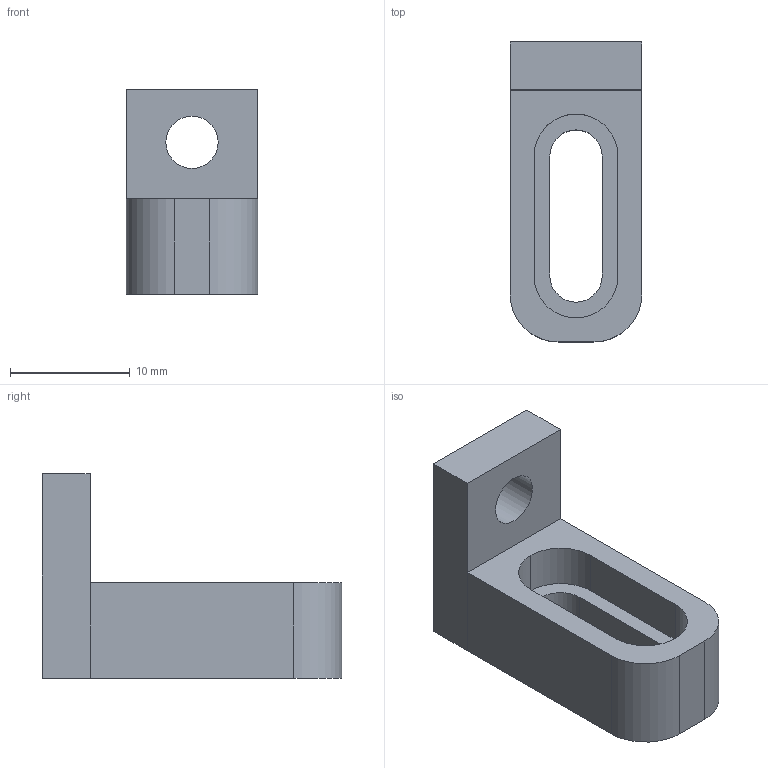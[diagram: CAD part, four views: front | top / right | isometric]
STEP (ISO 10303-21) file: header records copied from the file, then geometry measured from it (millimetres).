
FILE_DESCRIPTION(('FreeCAD Model'),'2;1');
FILE_NAME('Open CASCADE Shape Model','2025-06-16T11:44:58',(''),(''), 'Open CASCADE STEP processor 7.8','FreeCAD','Unknown');
FILE_SCHEMA(('AUTOMOTIVE_DESIGN { 1 0 10303 214 1 1 1 1 }'));
Length unit declared in the file: millimetre
Products named in the file (1): Slide Mount
Bounding box: 11 x 25 x 17.1 mm (x, y, z)
Volume: 1836.8 mm3; surface area: 1564.9 mm2
Topology: 1 solids, 1 shells, 36 faces, 93 edges, 60 vertices
Faces by surface type: plane 25, cylinder 11
Full cylindrical faces by diameter (mm): 4.369 x1
Entity records: 1123 total; most frequent: DIRECTION 191, CARTESIAN_POINT 190, ORIENTED_EDGE 186, EDGE_CURVE 93, LINE 69, VECTOR 69, AXIS2_PLACEMENT_3D 61, VERTEX_POINT 60
